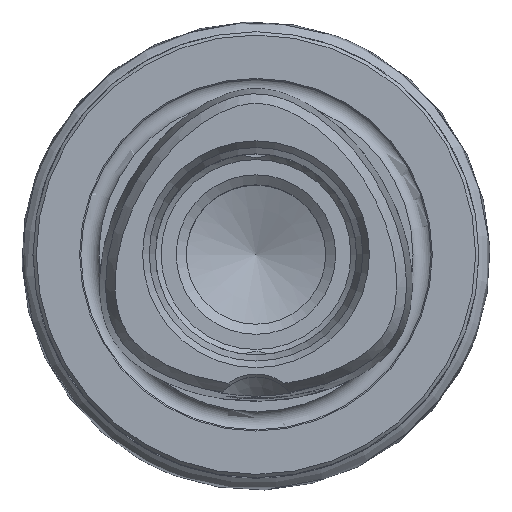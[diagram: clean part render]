
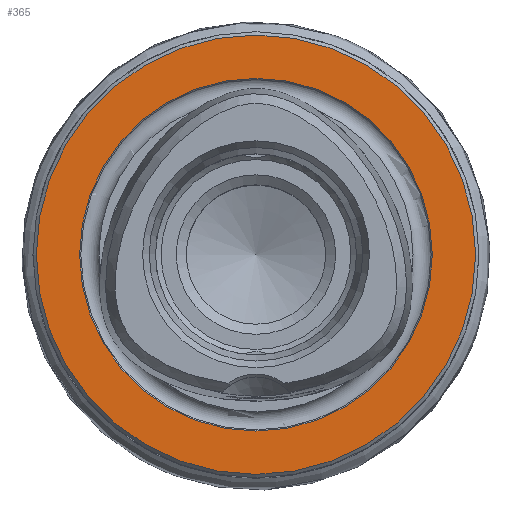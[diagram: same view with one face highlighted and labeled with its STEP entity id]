
A CAD part, top view. The second image highlights one B-rep face of the part: STEP entity #365.
In plain terms, the highlighted planar face has unit normal (0, 0, 1).
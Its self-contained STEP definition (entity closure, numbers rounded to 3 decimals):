
#276=PLANE('',#1405);
#365=ADVANCED_FACE('CU_E_LO_SU_1',(#481,#482),#276,.F.);
#481=FACE_BOUND('',#576,.T.);
#482=FACE_BOUND('',#577,.T.);
#576=EDGE_LOOP('',(#761));
#577=EDGE_LOOP('',(#762));
#761=ORIENTED_EDGE('',*,*,#1152,.F.);
#762=ORIENTED_EDGE('',*,*,#1151,.T.);
#1029=VERTEX_POINT('',#8793);
#1030=VERTEX_POINT('',#8796);
#1151=EDGE_CURVE('',#1029,#1029,#1239,.T.);
#1152=EDGE_CURVE('',#1030,#1030,#1240,.T.);
#1239=CIRCLE('',#1402,19.7);
#1240=CIRCLE('',#1404,15.814);
#1402=AXIS2_PLACEMENT_3D('',#8792,#1607,#1608);
#1404=AXIS2_PLACEMENT_3D('',#8795,#1611,#1612);
#1405=AXIS2_PLACEMENT_3D('',#8797,#1613,#1614);
#1607=DIRECTION('',(0.,0.,1.));
#1608=DIRECTION('',(1.,0.,0.));
#1611=DIRECTION('',(0.,0.,1.));
#1612=DIRECTION('',(1.,0.,0.));
#1613=DIRECTION('',(0.,0.,-1.));
#1614=DIRECTION('',(-1.,0.,0.));
#8792=CARTESIAN_POINT('',(0.,0.,0.));
#8793=CARTESIAN_POINT('',(19.7,0.,0.));
#8795=CARTESIAN_POINT('',(0.,0.,0.));
#8796=CARTESIAN_POINT('',(15.814,0.,0.));
#8797=CARTESIAN_POINT('',(0.,-19.7,0.));
